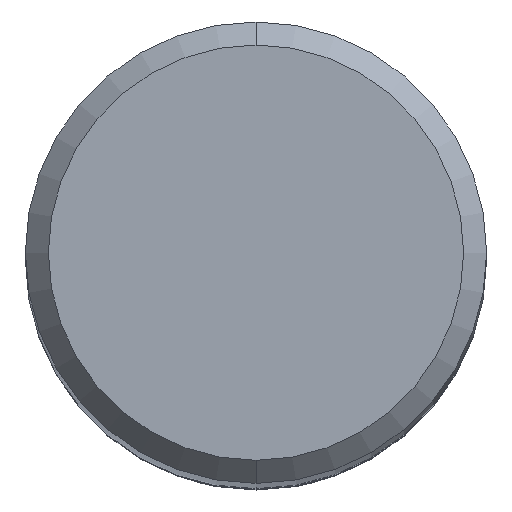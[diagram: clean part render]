
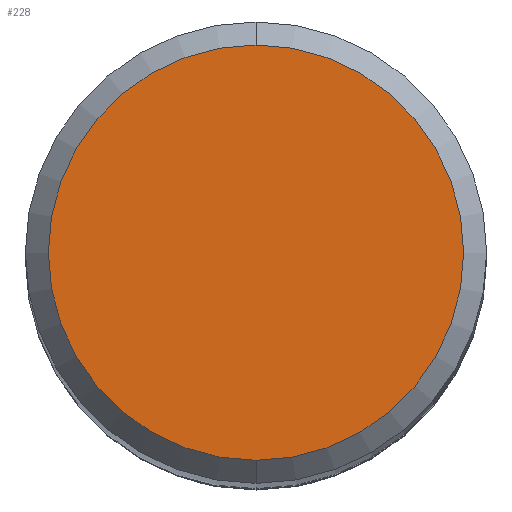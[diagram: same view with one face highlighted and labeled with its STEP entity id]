
A CAD part, top view. The second image highlights one B-rep face of the part: STEP entity #228.
In plain terms, the highlighted planar face has unit normal (0, 0, 1).
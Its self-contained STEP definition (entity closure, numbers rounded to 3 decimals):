
#112=VERTEX_POINT('',#289);
#118=EDGE_CURVE('',#112,#238,#297,.T.);
#198=EDGE_CURVE('',#238,#112,#388,.T.);
#228=ADVANCED_FACE('',(#419),#420,.T.);
#238=VERTEX_POINT('',#430);
#289=CARTESIAN_POINT('',(0.,-7.2,0.01));
#297=CIRCLE('',#490,7.2);
#388=CIRCLE('',#604,7.2);
#419=FACE_OUTER_BOUND('',#648,.T.);
#420=PLANE('',#649);
#430=CARTESIAN_POINT('',(0.0,7.2,0.01));
#490=AXIS2_PLACEMENT_3D('',#717,#718,#719);
#604=AXIS2_PLACEMENT_3D('',#831,#832,#833);
#648=EDGE_LOOP('',(#861,#862));
#649=AXIS2_PLACEMENT_3D('',#863,#864,#865);
#717=CARTESIAN_POINT('',(0.0,0.0,0.01));
#718=DIRECTION('',(0.0,0.0,-1.0));
#719=DIRECTION('',(0.0,1.0,0.0));
#831=CARTESIAN_POINT('',(0.0,0.0,0.01));
#832=DIRECTION('',(0.0,0.0,-1.0));
#833=DIRECTION('',(0.0,1.0,0.0));
#861=ORIENTED_EDGE('',*,*,#198,.F.);
#862=ORIENTED_EDGE('',*,*,#118,.F.);
#863=CARTESIAN_POINT('',(0.0,3.6,0.01));
#864=DIRECTION('',(-0.0,0.0,1.0));
#865=DIRECTION('',(0.0,-1.0,0.0));
